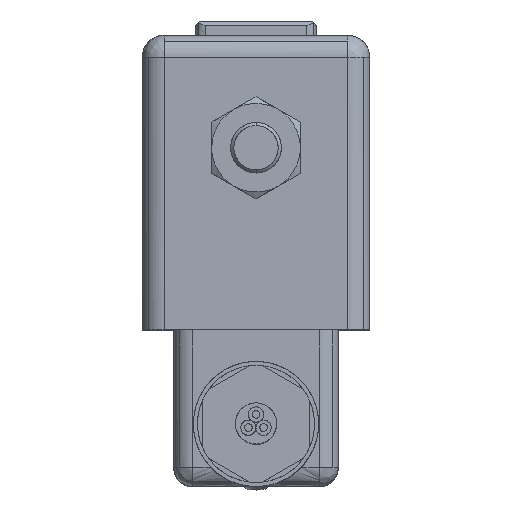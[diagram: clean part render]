
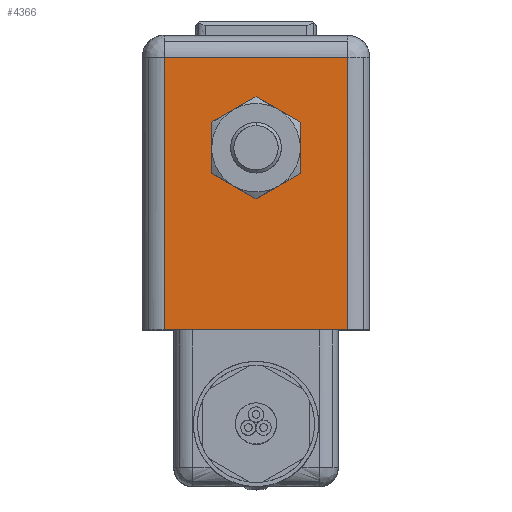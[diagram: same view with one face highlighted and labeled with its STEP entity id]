
A CAD part, top view. The second image highlights one B-rep face of the part: STEP entity #4366.
In plain terms, the highlighted free-form (B-spline) face has degree [1, 1] with [2, 2] control points.
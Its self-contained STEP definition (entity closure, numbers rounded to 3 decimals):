
#1235 = CARTESIAN_POINT ('', (0., -8.083, 67.675));
#1236 = VERTEX_POINT ('', #1235);
#1237 = CARTESIAN_POINT ('', (7., -4.041, 67.675));
#1238 = VERTEX_POINT ('', #1237);
#1239 = CARTESIAN_POINT ('', (0., -8.083, 67.675));
#1240 = CARTESIAN_POINT ('', (7., -4.041, 67.675));
#1241 = B_SPLINE_CURVE_WITH_KNOTS ('', 1, (#1239, #1240), .UNSPECIFIED., .F., .U., (2, 2), (0., 1.), .UNSPECIFIED.);
#1247 = EDGE_CURVE ('', #1236, #1238, #1241, .T.);
#1305 = CARTESIAN_POINT ('', (-7., -4.041, 67.675));
#1306 = VERTEX_POINT ('', #1305);
#1307 = CARTESIAN_POINT ('', (-7., -4.041, 67.675));
#1308 = CARTESIAN_POINT ('', (0., -8.083, 67.675));
#1309 = B_SPLINE_CURVE_WITH_KNOTS ('', 1, (#1307, #1308), .UNSPECIFIED., .F., .U., (2, 2), (0., 1.), .UNSPECIFIED.);
#1315 = EDGE_CURVE ('', #1306, #1236, #1309, .T.);
#1362 = CARTESIAN_POINT ('', (-7., 4.041, 67.675));
#1363 = VERTEX_POINT ('', #1362);
#1364 = CARTESIAN_POINT ('', (-7., 4.041, 67.675));
#1365 = CARTESIAN_POINT ('', (-7., -4.041, 67.675));
#1366 = B_SPLINE_CURVE_WITH_KNOTS ('', 1, (#1364, #1365), .UNSPECIFIED., .F., .U., (2, 2), (0., 1.), .UNSPECIFIED.);
#1372 = EDGE_CURVE ('', #1363, #1306, #1366, .T.);
#1812 = CARTESIAN_POINT ('', (-14.5, 14.3, 67.675));
#1813 = VERTEX_POINT ('', #1812);
#1825 = CARTESIAN_POINT ('', (-14.5, -28.8, 67.675));
#1826 = VERTEX_POINT ('', #1825);
#1827 = CARTESIAN_POINT ('', (-14.5, -28.8, 67.675));
#1828 = CARTESIAN_POINT ('', (-14.5, 14.3, 67.675));
#1829 = B_SPLINE_CURVE_WITH_KNOTS ('', 1, (#1827, #1828), .UNSPECIFIED., .F., .U., (2, 2), (0., 1.), .UNSPECIFIED.);
#1835 = EDGE_CURVE ('', #1826, #1813, #1829, .T.);
#2755 = CARTESIAN_POINT ('', (14.5, -28.8, 67.675));
#2756 = VERTEX_POINT ('', #2755);
#2757 = CARTESIAN_POINT ('', (14.5, -28.8, 67.675));
#2758 = CARTESIAN_POINT ('', (-14.5, -28.8, 67.675));
#2759 = B_SPLINE_CURVE_WITH_KNOTS ('', 1, (#2757, #2758), .UNSPECIFIED., .F., .U., (2, 2), (0., 1.), .UNSPECIFIED.);
#2765 = EDGE_CURVE ('', #2756, #1826, #2759, .T.);
#4296 = ORIENTED_EDGE ('', *, *, #1835, .T.);
#4297 = CARTESIAN_POINT ('', (14.5, 14.3, 67.675));
#4298 = VERTEX_POINT ('', #4297);
#4299 = CARTESIAN_POINT ('', (-14.5, 14.3, 67.675));
#4300 = CARTESIAN_POINT ('', (14.5, 14.3, 67.675));
#4301 = B_SPLINE_CURVE_WITH_KNOTS ('', 1, (#4299, #4300), .UNSPECIFIED., .F., .U., (2, 2), (0., 1.), .UNSPECIFIED.);
#4307 = EDGE_CURVE ('', #1813, #4298, #4301, .T.);
#4308 = ORIENTED_EDGE ('', *, *, #4307, .T.);
#4309 = CARTESIAN_POINT ('', (14.5, -28.8, 67.675));
#4310 = CARTESIAN_POINT ('', (14.5, 14.3, 67.675));
#4311 = B_SPLINE_CURVE_WITH_KNOTS ('', 1, (#4309, #4310), .UNSPECIFIED., .F., .U., (2, 2), (0., 1.), .UNSPECIFIED.);
#4317 = EDGE_CURVE ('', #2756, #4298, #4311, .T.);
#4318 = ORIENTED_EDGE ('', *, *, #4317, .F.);
#4319 = ORIENTED_EDGE ('', *, *, #2765, .T.);
#4320 = EDGE_LOOP ('', (#4296, #4308, #4318, #4319));
#4321 = FACE_OUTER_BOUND ('', #4320, .T.);
#4322 = ORIENTED_EDGE ('', *, *, #1315, .T.);
#4323 = ORIENTED_EDGE ('', *, *, #1247, .T.);
#4324 = CARTESIAN_POINT ('', (7., 4.041, 67.675));
#4325 = VERTEX_POINT ('', #4324);
#4326 = CARTESIAN_POINT ('', (7., -4.041, 67.675));
#4327 = CARTESIAN_POINT ('', (7., 4.041, 67.675));
#4328 = B_SPLINE_CURVE_WITH_KNOTS ('', 1, (#4326, #4327), .UNSPECIFIED., .F., .U., (2, 2), (0., 1.), .UNSPECIFIED.);
#4334 = EDGE_CURVE ('', #1238, #4325, #4328, .T.);
#4335 = ORIENTED_EDGE ('', *, *, #4334, .T.);
#4336 = CARTESIAN_POINT ('', (0., 8.083, 67.675));
#4337 = VERTEX_POINT ('', #4336);
#4338 = CARTESIAN_POINT ('', (7., 4.041, 67.675));
#4339 = CARTESIAN_POINT ('', (0., 8.083, 67.675));
#4340 = B_SPLINE_CURVE_WITH_KNOTS ('', 1, (#4338, #4339), .UNSPECIFIED., .F., .U., (2, 2), (0., 1.), .UNSPECIFIED.);
#4346 = EDGE_CURVE ('', #4325, #4337, #4340, .T.);
#4347 = ORIENTED_EDGE ('', *, *, #4346, .T.);
#4348 = CARTESIAN_POINT ('', (0., 8.083, 67.675));
#4349 = CARTESIAN_POINT ('', (-7., 4.041, 67.675));
#4350 = B_SPLINE_CURVE_WITH_KNOTS ('', 1, (#4348, #4349), .UNSPECIFIED., .F., .U., (2, 2), (0., 1.), .UNSPECIFIED.);
#4356 = EDGE_CURVE ('', #4337, #1363, #4350, .T.);
#4357 = ORIENTED_EDGE ('', *, *, #4356, .T.);
#4358 = ORIENTED_EDGE ('', *, *, #1372, .T.);
#4359 = EDGE_LOOP ('', (#4322, #4323, #4335, #4347, #4357, #4358));
#4360 = FACE_BOUND ('', #4359, .T.);
#4361 = CARTESIAN_POINT ('', (14.501, -28.801, 67.675));
#4362 = CARTESIAN_POINT ('', (14.501, 14.301, 67.675));
#4363 = CARTESIAN_POINT ('', (-14.501, -28.801, 67.675));
#4364 = CARTESIAN_POINT ('', (-14.501, 14.301, 67.675));
#4365 = B_SPLINE_SURFACE_WITH_KNOTS ('', 1, 1, ((#4361, #4362), (#4363, #4364)), .UNSPECIFIED., .F., .F., .U., (2, 2), (2, 2), (-29.002, 0.), (0., 43.102), .UNSPECIFIED.);
#4366 = ADVANCED_FACE ('', (#4321, #4360), #4365, .T.);
